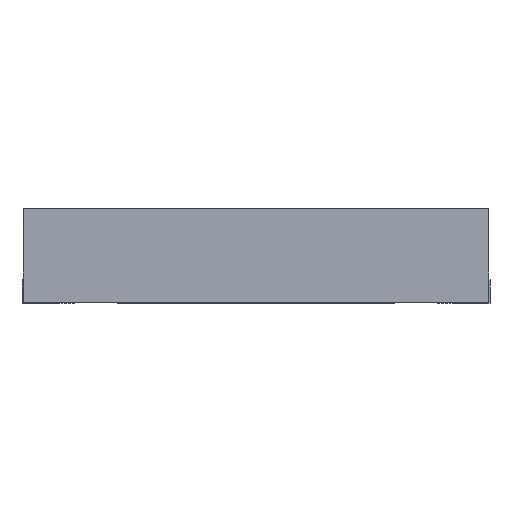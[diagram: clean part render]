
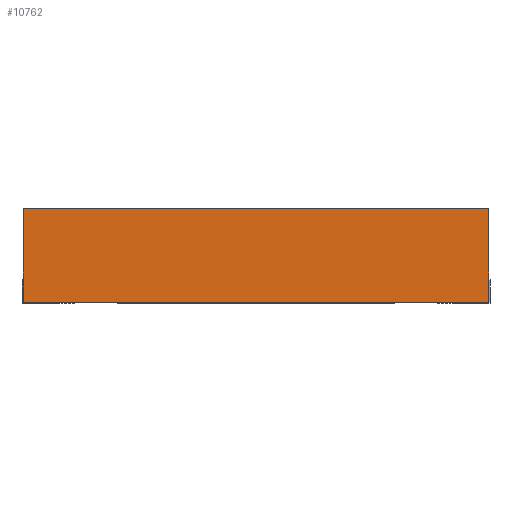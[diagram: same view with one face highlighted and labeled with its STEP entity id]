
A CAD part, front view. The second image highlights one B-rep face of the part: STEP entity #10762.
In plain terms, the highlighted planar face has unit normal (0, -1, 0).
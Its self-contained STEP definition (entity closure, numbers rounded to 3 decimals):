
#1581 = EDGE_CURVE ( 'NONE', #21161, #7471, #16631, .T. ) ;
#1743 = VECTOR ( 'NONE', #16751, 1000. ) ;
#2025 = ORIENTED_EDGE ( 'NONE', *, *, #15260, .T. ) ;
#2865 = DIRECTION ( 'NONE',  ( 0., 0., 1. ) ) ;
#3015 = AXIS2_PLACEMENT_3D ( 'NONE', #15512, #16190, #2865 ) ;
#5589 = ORIENTED_EDGE ( 'NONE', *, *, #13520, .F. ) ;
#5671 = LINE ( 'NONE', #20257, #7544 ) ;
#6371 = VECTOR ( 'NONE', #21531, 1000. ) ;
#7471 = VERTEX_POINT ( 'NONE', #16544 ) ;
#7544 = VECTOR ( 'NONE', #22036, 1000. ) ;
#9391 = ORIENTED_EDGE ( 'NONE', *, *, #1581, .T. ) ;
#10762 = ADVANCED_FACE ( 'NONE', ( #21721 ), #12016, .F. ) ;
#11459 = CARTESIAN_POINT ( 'NONE',  ( 2., -2., 0.81 ) ) ;
#12016 = PLANE ( 'NONE',  #3015 ) ;
#12280 = LINE ( 'NONE', #23579, #6371 ) ;
#12323 = VECTOR ( 'NONE', #22500, 1000. ) ;
#13138 = LINE ( 'NONE', #11459, #1743 ) ;
#13451 = CARTESIAN_POINT ( 'NONE',  ( 2., -2., 0.81 ) ) ;
#13520 = EDGE_CURVE ( 'NONE', #21222, #7471, #13138, .T. ) ;
#14085 = CARTESIAN_POINT ( 'NONE',  ( -2., -2., 0.81 ) ) ;
#15260 = EDGE_CURVE ( 'NONE', #22851, #21161, #5671, .T. ) ;
#15512 = CARTESIAN_POINT ( 'NONE',  ( -2., -2., 0.81 ) ) ;
#16190 = DIRECTION ( 'NONE',  ( 0., 1., 0. ) ) ;
#16544 = CARTESIAN_POINT ( 'NONE',  ( 2., -2., 0.01 ) ) ;
#16631 = LINE ( 'NONE', #22262, #12323 ) ;
#16751 = DIRECTION ( 'NONE',  ( 0., 0., -1. ) ) ;
#16788 = EDGE_LOOP ( 'NONE', ( #9391, #5589, #21006, #2025 ) ) ;
#16948 = CARTESIAN_POINT ( 'NONE',  ( -2., -2., 0.01 ) ) ;
#16990 = EDGE_CURVE ( 'NONE', #22851, #21222, #12280, .T. ) ;
#20257 = CARTESIAN_POINT ( 'NONE',  ( -2., -2., 0.81 ) ) ;
#21006 = ORIENTED_EDGE ( 'NONE', *, *, #16990, .F. ) ;
#21161 = VERTEX_POINT ( 'NONE', #16948 ) ;
#21222 = VERTEX_POINT ( 'NONE', #13451 ) ;
#21531 = DIRECTION ( 'NONE',  ( 1., 0., 0. ) ) ;
#21721 = FACE_OUTER_BOUND ( 'NONE', #16788, .T. ) ;
#22036 = DIRECTION ( 'NONE',  ( 0., 0., -1. ) ) ;
#22262 = CARTESIAN_POINT ( 'NONE',  ( -2., -2., 0.01 ) ) ;
#22500 = DIRECTION ( 'NONE',  ( 1., 0., 0. ) ) ;
#22851 = VERTEX_POINT ( 'NONE', #14085 ) ;
#23579 = CARTESIAN_POINT ( 'NONE',  ( -2., -2., 0.81 ) ) ;
